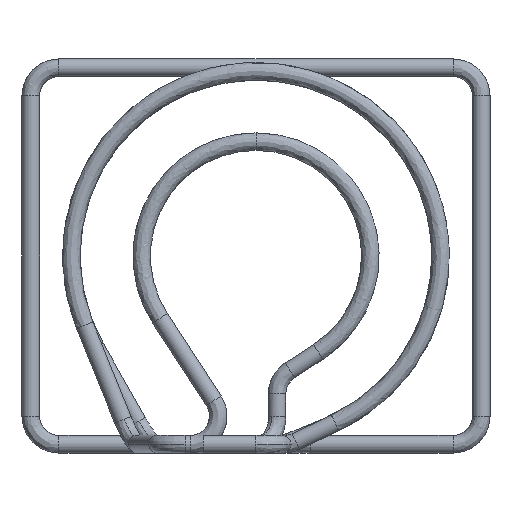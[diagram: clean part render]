
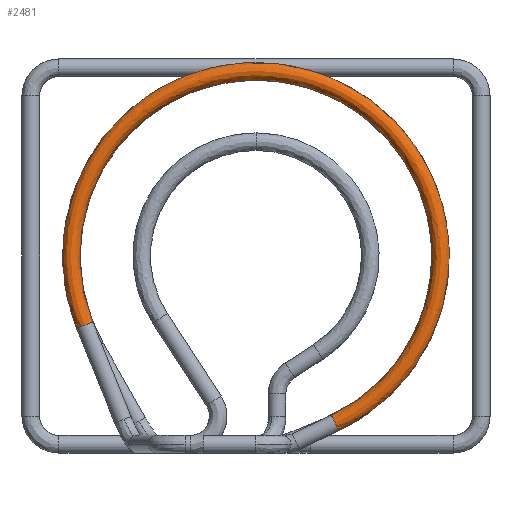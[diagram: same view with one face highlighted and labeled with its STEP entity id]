
A CAD part, front view. The second image highlights one B-rep face of the part: STEP entity #2481.
In plain terms, the highlighted free-form (B-spline) face has degree [3, 3] with [4, 7] control points.
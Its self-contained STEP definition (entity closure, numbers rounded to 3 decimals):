
#63 = CIRCLE ( 'NONE', #2642, 2.5 ) ;
#85 = CARTESIAN_POINT ( 'NONE',  ( 21.409, -137.5, 8.315 ) ) ;
#130 = DIRECTION ( 'NONE',  ( 0., 0., -1. ) ) ;
#225 = ORIENTED_EDGE ( 'NONE', *, *, #671, .F. ) ;
#349 = VERTEX_POINT ( 'NONE', #1090 ) ;
#352 = DIRECTION ( 'NONE',  ( 0., -1., 0. ) ) ;
#373 = CARTESIAN_POINT ( 'NONE',  ( 65.904, -137.5, 81.453 ) ) ;
#417 = CARTESIAN_POINT ( 'NONE',  ( -50.991, -132.5, 32.887 ) ) ;
#439 = CIRCLE ( 'NONE', #2685, 50. ) ;
#452 = DIRECTION ( 'NONE',  ( -0.375, 0., 0.927 ) ) ;
#463 = DIRECTION ( 'NONE',  ( 0., -1., 0. ) ) ;
#621 = CARTESIAN_POINT ( 'NONE',  ( -50.991, -137.5, 32.887 ) ) ;
#647 = CARTESIAN_POINT ( 'NONE',  ( 23.55, -132.5, 3.797 ) ) ;
#671 = EDGE_CURVE ( 'NONE', #2583, #1998, #439, .T. ) ;
#815 = CARTESIAN_POINT ( 'NONE',  ( -46.356, -132.5, 34.761 ) ) ;
#824 = CARTESIAN_POINT ( 'NONE',  ( 21.409, -132.5, 8.315 ) ) ;
#829 = CIRCLE ( 'NONE', #1356, 2.5 ) ;
#874 = CARTESIAN_POINT ( 'NONE',  ( 67.708, -137.5, 30.252 ) ) ;
#887 = CARTESIAN_POINT ( 'NONE',  ( -65.557, -137.5, 82.259 ) ) ;
#917 = CARTESIAN_POINT ( 'NONE',  ( 19.995, -132.5, 104.737 ) ) ;
#934 = DIRECTION ( 'NONE',  ( -0.904, 0., -0.428 ) ) ;
#982 = CARTESIAN_POINT ( 'NONE',  ( -48.673, -132.5, 33.824 ) ) ;
#1090 = CARTESIAN_POINT ( 'NONE',  ( 23.55, -132.5, 3.797 ) ) ;
#1098 = CARTESIAN_POINT ( 'NONE',  ( -46.356, -132.5, 34.761 ) ) ;
#1143 = CARTESIAN_POINT ( 'NONE',  ( 0., -132.5, 53.5 ) ) ;
#1150 = CARTESIAN_POINT ( 'NONE',  ( 74.478, -137.5, 27.928 ) ) ;
#1163 = CARTESIAN_POINT ( 'NONE',  ( -46.356, -137.5, 34.761 ) ) ;
#1295 = EDGE_LOOP ( 'NONE', ( #225, #1880, #1345, #1357 ) ) ;
#1345 = ORIENTED_EDGE ( 'NONE', *, *, #2513, .T. ) ;
#1356 = AXIS2_PLACEMENT_3D ( 'NONE', #982, #452, #2840 ) ;
#1357 = ORIENTED_EDGE ( 'NONE', *, *, #1566, .T. ) ;
#1444 = CARTESIAN_POINT ( 'NONE',  ( 22.48, -132.5, 6.056 ) ) ;
#1491 = CARTESIAN_POINT ( 'NONE',  ( 21.409, -132.5, 8.315 ) ) ;
#1556 = AXIS2_PLACEMENT_3D ( 'NONE', #1143, #352, #130 ) ;
#1566 = EDGE_CURVE ( 'NONE', #2621, #1998, #829, .T. ) ;
#1624 =( BOUNDED_SURFACE ( )  B_SPLINE_SURFACE ( 3, 3, ( 
 ( #824, #1652, #1663, #2137, #1873, #2687, #1098 ),
 ( #85, #874, #373, #1724, #2748, #887, #1163 ),
 ( #2738, #1150, #2239, #3018, #2216, #3260, #621 ),
 ( #647, #2203, #3272, #917, #2494, #1940, #1689 ) ),
 .UNSPECIFIED., .F., .F., .T. ) 
 B_SPLINE_SURFACE_WITH_KNOTS ( ( 4, 4 ),
 ( 4, 3, 4 ),
 ( 0., 1. ),
 ( 0., 0.5, 1. ),
 .UNSPECIFIED. ) 
 GEOMETRIC_REPRESENTATION_ITEM ( )  RATIONAL_B_SPLINE_SURFACE ( (
 ( 1., 0.597, 0.597, 1., 0.597, 0.597, 1.),
 ( 0.333, 0.199, 0.199, 0.333, 0.199, 0.199, 0.333),
 ( 0.333, 0.199, 0.199, 0.333, 0.199, 0.199, 0.333),
 ( 1., 0.597, 0.597, 1., 0.597, 0.597, 1.) ) ) 
 REPRESENTATION_ITEM ( '' )  SURFACE ( )  );
#1652 = CARTESIAN_POINT ( 'NONE',  ( 67.708, -132.5, 30.252 ) ) ;
#1663 = CARTESIAN_POINT ( 'NONE',  ( 65.904, -132.5, 81.453 ) ) ;
#1689 = CARTESIAN_POINT ( 'NONE',  ( -50.991, -132.5, 32.887 ) ) ;
#1724 = CARTESIAN_POINT ( 'NONE',  ( 18.177, -137.5, 100.079 ) ) ;
#1873 = CARTESIAN_POINT ( 'NONE',  ( -29.55, -132.5, 118.704 ) ) ;
#1880 = ORIENTED_EDGE ( 'NONE', *, *, #2113, .F. ) ;
#1940 = CARTESIAN_POINT ( 'NONE',  ( -72.113, -132.5, 85.135 ) ) ;
#1998 = VERTEX_POINT ( 'NONE', #815 ) ;
#2006 = DIRECTION ( 'NONE',  ( 0.428, 0., -0.904 ) ) ;
#2077 = CARTESIAN_POINT ( 'NONE',  ( 0., -132.5, 53.5 ) ) ;
#2113 = EDGE_CURVE ( 'NONE', #349, #2583, #63, .T. ) ;
#2137 = CARTESIAN_POINT ( 'NONE',  ( 18.177, -132.5, 100.079 ) ) ;
#2203 = CARTESIAN_POINT ( 'NONE',  ( 74.478, -132.5, 27.928 ) ) ;
#2216 = CARTESIAN_POINT ( 'NONE',  ( -32.505, -137.5, 125.225 ) ) ;
#2239 = CARTESIAN_POINT ( 'NONE',  ( 72.495, -137.5, 84.249 ) ) ;
#2328 = CIRCLE ( 'NONE', #1556, 55. ) ;
#2481 = ADVANCED_FACE ( 'NONE', ( #2913 ), #1624, .T. ) ;
#2494 = CARTESIAN_POINT ( 'NONE',  ( -32.505, -132.5, 125.225 ) ) ;
#2513 = EDGE_CURVE ( 'NONE', #349, #2621, #2328, .T. ) ;
#2583 = VERTEX_POINT ( 'NONE', #1491 ) ;
#2621 = VERTEX_POINT ( 'NONE', #417 ) ;
#2642 = AXIS2_PLACEMENT_3D ( 'NONE', #1444, #934, #2006 ) ;
#2685 = AXIS2_PLACEMENT_3D ( 'NONE', #2077, #463, #3412 ) ;
#2687 = CARTESIAN_POINT ( 'NONE',  ( -65.557, -132.5, 82.259 ) ) ;
#2738 = CARTESIAN_POINT ( 'NONE',  ( 23.55, -137.5, 3.797 ) ) ;
#2748 = CARTESIAN_POINT ( 'NONE',  ( -29.55, -137.5, 118.704 ) ) ;
#2840 = DIRECTION ( 'NONE',  ( -0.927, 0., -0.375 ) ) ;
#2913 = FACE_OUTER_BOUND ( 'NONE', #1295, .T. ) ;
#3018 = CARTESIAN_POINT ( 'NONE',  ( 19.995, -137.5, 104.737 ) ) ;
#3260 = CARTESIAN_POINT ( 'NONE',  ( -72.113, -137.5, 85.135 ) ) ;
#3272 = CARTESIAN_POINT ( 'NONE',  ( 72.495, -132.5, 84.249 ) ) ;
#3412 = DIRECTION ( 'NONE',  ( 0., 0., -1. ) ) ;
